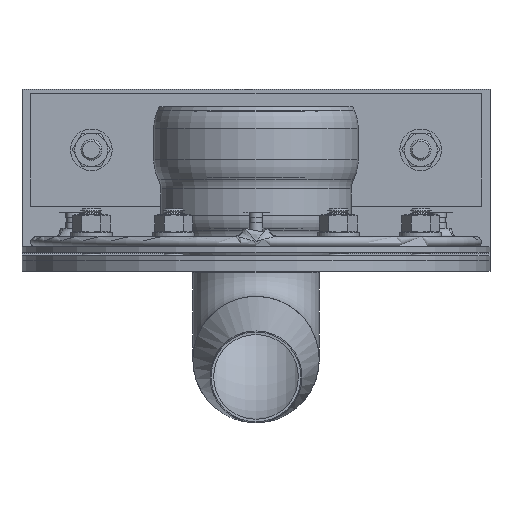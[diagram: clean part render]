
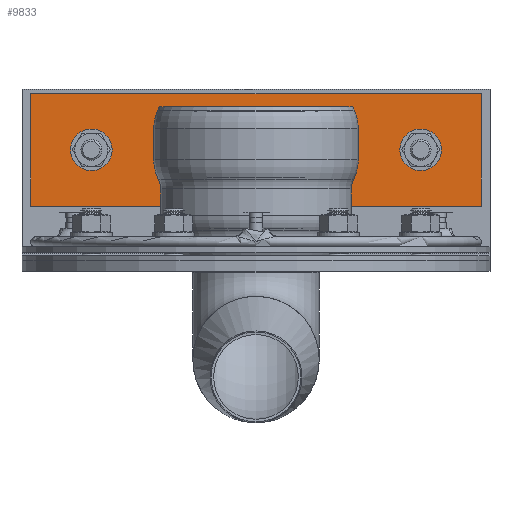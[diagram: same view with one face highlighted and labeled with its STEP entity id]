
A CAD part, front view. The second image highlights one B-rep face of the part: STEP entity #9833.
In plain terms, the highlighted planar face has unit normal (0, -1, 0).
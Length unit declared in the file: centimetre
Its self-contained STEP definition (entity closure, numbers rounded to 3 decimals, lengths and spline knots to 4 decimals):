
#450=FACE_BOUND('',#3170,.T.);
#451=FACE_BOUND('',#3171,.T.);
#913=LINE('',#17527,#1420);
#916=LINE('',#17532,#1423);
#919=LINE('',#17548,#1426);
#920=LINE('',#17549,#1427);
#1420=VECTOR('',#13532,1.);
#1423=VECTOR('',#13537,1.);
#1426=VECTOR('',#13556,1.);
#1427=VECTOR('',#13557,1.);
#2380=FACE_OUTER_BOUND('',#3169,.T.);
#3169=EDGE_LOOP('',(#7996,#7997,#7998,#7999));
#3170=EDGE_LOOP('',(#8000));
#3171=EDGE_LOOP('',(#8001));
#3930=CIRCLE('',#10986,8.);
#3931=CIRCLE('',#10988,8.);
#4644=VERTEX_POINT('',#17524);
#4645=VERTEX_POINT('',#17526);
#4646=VERTEX_POINT('',#17530);
#4649=VERTEX_POINT('',#17539);
#4650=VERTEX_POINT('',#17543);
#4651=VERTEX_POINT('',#17547);
#5797=EDGE_CURVE('',#4645,#4644,#913,.T.);
#5800=EDGE_CURVE('',#4644,#4646,#916,.T.);
#5803=EDGE_CURVE('',#4649,#4649,#3930,.T.);
#5805=EDGE_CURVE('',#4650,#4650,#3931,.T.);
#5807=EDGE_CURVE('',#4651,#4646,#919,.T.);
#5808=EDGE_CURVE('',#4651,#4645,#920,.T.);
#7996=ORIENTED_EDGE('',*,*,#5800,.T.);
#7997=ORIENTED_EDGE('',*,*,#5807,.F.);
#7998=ORIENTED_EDGE('',*,*,#5808,.T.);
#7999=ORIENTED_EDGE('',*,*,#5797,.T.);
#8000=ORIENTED_EDGE('',*,*,#5803,.F.);
#8001=ORIENTED_EDGE('',*,*,#5805,.T.);
#9336=PLANE('',#10989);
#9833=ADVANCED_FACE('',(#2380,#450,#451),#9336,.T.);
#10986=AXIS2_PLACEMENT_3D('',#17540,#13546,#13547);
#10988=AXIS2_PLACEMENT_3D('',#17544,#13551,#13552);
#10989=AXIS2_PLACEMENT_3D('',#17546,#13554,#13555);
#13532=DIRECTION('',(0.,0.,-1.));
#13537=DIRECTION('',(1.,0.,0.));
#13546=DIRECTION('center_axis',(0.,-1.,0.));
#13547=DIRECTION('ref_axis',(0.,0.,
-1.));
#13551=DIRECTION('center_axis',(0.,1.,0.));
#13552=DIRECTION('ref_axis',(0.,0.,
-1.));
#13554=DIRECTION('center_axis',(0.,-1.,0.));
#13555=DIRECTION('ref_axis',(0.,0.,
1.));
#13556=DIRECTION('',(0.,0.,-1.));
#13557=DIRECTION('',(-1.,0.,0.));
#17524=CARTESIAN_POINT('',(-130.1019,129.3301,98.5));
#17526=CARTESIAN_POINT('',(-130.1019,129.3301,163.5));
#17527=CARTESIAN_POINT('',(-130.1019,129.3301,131.));
#17530=CARTESIAN_POINT('',(129.8981,129.3301,98.5));
#17532=CARTESIAN_POINT('',(-0.1019,129.3301,98.5));
#17539=CARTESIAN_POINT('',(-95.1019,129.3301,139.));
#17540=CARTESIAN_POINT('Origin',(-95.1019,129.3301,131.));
#17543=CARTESIAN_POINT('',(94.8981,129.3301,139.));
#17544=CARTESIAN_POINT('Origin',(94.8981,129.3301,131.));
#17546=CARTESIAN_POINT('Origin',(-0.1019,129.3301,131.));
#17547=CARTESIAN_POINT('',(129.8981,129.3301,163.5));
#17548=CARTESIAN_POINT('',(129.8981,129.3301,131.));
#17549=CARTESIAN_POINT('',(-0.1019,129.3301,163.5));
